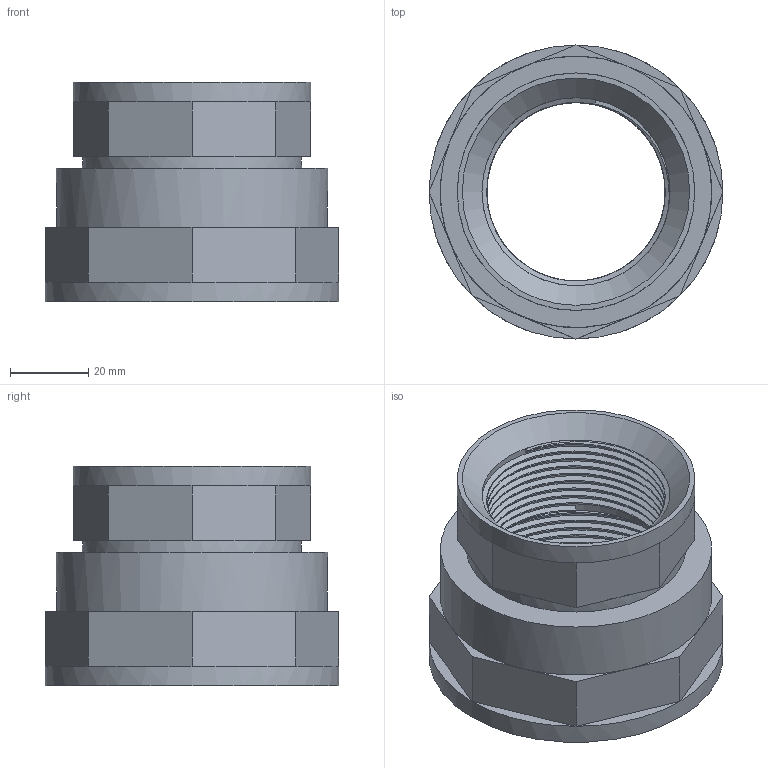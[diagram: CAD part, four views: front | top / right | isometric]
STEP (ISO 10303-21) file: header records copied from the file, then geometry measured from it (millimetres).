
FILE_DESCRIPTION (( 'STEP AP203' ), '1' );
FILE_NAME ('00232_1511.STEP', '2017-07-14T12:13:01', ( '' ), ( '' ), 'SwSTEP 2.0', 'SolidWorks 2011', '' );
FILE_SCHEMA (( 'CONFIG_CONTROL_DESIGN' ));
Length unit declared in the file: millimetre
Products named in the file (1): 00232_1511
Bounding box: 75 x 75 x 56 mm (x, y, z)
Volume: 61145.7 mm3; surface area: 41690.8 mm2
Topology: 2 solids, 2 shells, 73 faces, 148 edges, 82 vertices
Faces by surface type: plane 57, bspline 8, cylinder 6, cone 2
Full cylindrical faces by diameter (mm): 48 x1, 56 x1, 60 x1, 60.614 x1, 69.291 x1, 75 x1
Entity records: 7334 total; most frequent: CARTESIAN_POINT 5862, DIRECTION 289, ORIENTED_EDGE 272, EDGE_CURVE 136, AXIS2_PLACEMENT_3D 109, EDGE_LOOP 86, FACE_OUTER_BOUND 79, VERTEX_POINT 78
